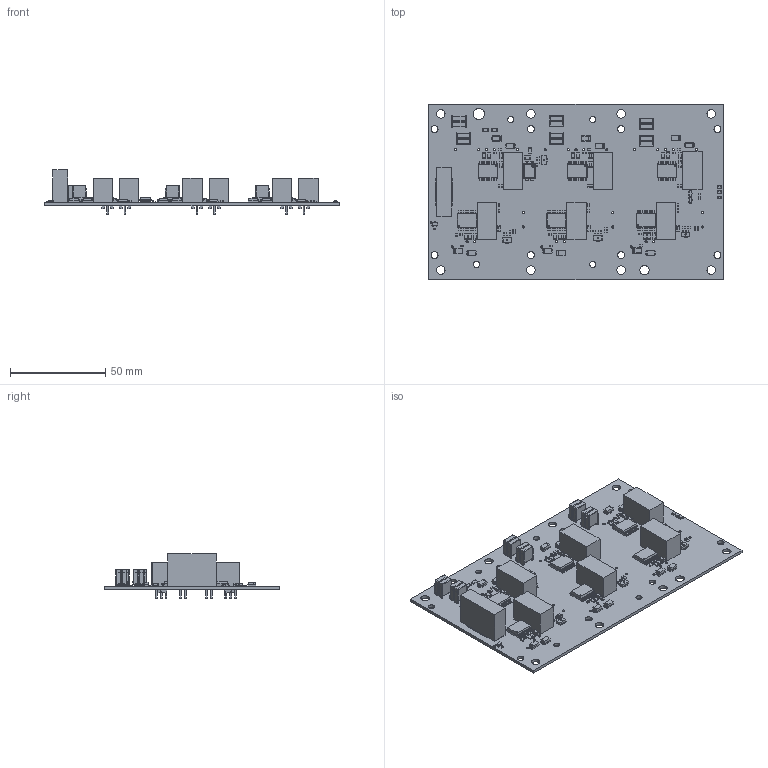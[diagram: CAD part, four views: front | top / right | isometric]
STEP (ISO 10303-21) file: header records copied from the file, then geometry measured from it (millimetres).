
FILE_DESCRIPTION(('KiCad electronic assembly'),'2;1');
FILE_NAME('INV_GateDriver.step','2025-02-19T04:47:51',('Pcbnew'),( 'Kicad'),'Open CASCADE STEP processor 7.8','KiCad to STEP converter' ,'Unknown');
FILE_SCHEMA(('AUTOMOTIVE_DESIGN { 1 0 10303 214 1 1 1 1 }'));
Length unit declared in the file: millimetre
Products named in the file (34): INV_GateDriver 1; C_0603_1608Metric; Converter_DCDC_Murata_MGJ2DxxxxxxSC_THT; part; SOT-89-3; CQ assembly; LED_0805_2012Metric; R_0603_1608Metric; C_1206_3216Metric; D_SMA; R_1206_3216Metric; R_0402_1005Metric; B58035U5205M062; CeraLink_FA2_6205-Z03-Ind; FX26-30S-1SV20; ASSEMBLY; C_0402_1005Metric; SOIC-16W_7.5x10.3mm_P1.27mm; SOIC_16W_75x103mm_P127mm; SOT-23; SOT_23; ADUM4195-1BRIZ; SOT-23-3; INV_GateDriver_PCB
Assembly tree (143 placements, depth 3):
  INV_GateDriver 1
    C_0603_1608Metric  x30
      C_0603_1608Metric
    Converter_DCDC_Murata_MGJ2DxxxxxxSC_THT  x6
      part
    SOT-89-3  x4
      CQ assembly
    LED_0805_2012Metric  x3
      LED_0805_2012Metric
    R_0603_1608Metric  x9
      R_0603_1608Metric
    C_1206_3216Metric  x24
      C_1206_3216Metric
    D_SMA  x12
      D_SMA
    R_1206_3216Metric  x16
      R_1206_3216Metric
    R_0402_1005Metric  x3
      R_0402_1005Metric
    B58035U5205M062  x6
      CeraLink_FA2_6205-Z03-Ind
    FX26-30S-1SV20
      ASSEMBLY
    C_0402_1005Metric  x2
      C_0402_1005Metric
    SOIC-16W_7.5x10.3mm_P1.27mm  x6
      SOIC_16W_75x103mm_P127mm
    SOT-23  x2
      SOT_23
    ADUM4195-1BRIZ
      ASSEMBLY
    SOT-23-3
      SOT-23-3
    INV_GateDriver_PCB
Bounding box: 154.5 x 92 x 23.2 mm (x, y, z)
Volume: 44601.4 mm3; surface area: 45032.5 mm2
Topology: 217 solids, 217 shells, 6755 faces, 17381 edges, 11067 vertices
Faces by surface type: plane 4094, cylinder 2087, bspline 478, sphere 96
Full cylindrical faces by diameter (mm): 0.6 x6, 0.7 x4, 0.8 x12, 0.889 x30, 0.938 x1, 1 x30, 1.1 x2, 1.15 x30, 1.3 x2, 3.2 x4, 3.6 x8, 4.5 x8, 4.9 x1, 5.9 x1
Entity records: 48219 total; most frequent: CARTESIAN_POINT 7646, DIRECTION 6842, ORIENTED_EDGE 6800, EDGE_CURVE 3400, LINE 2516, VECTOR 2516, VERTEX_POINT 2173, AXIS2_PLACEMENT_3D 2163
